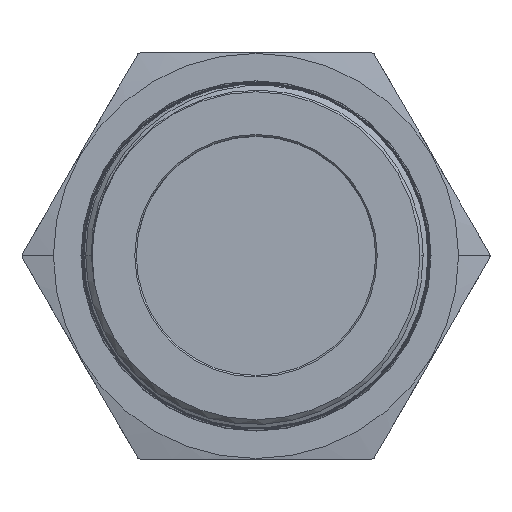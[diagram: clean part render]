
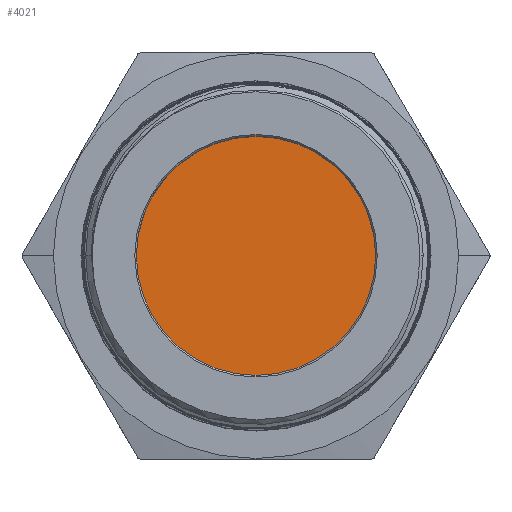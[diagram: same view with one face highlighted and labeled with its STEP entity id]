
A CAD part, top view. The second image highlights one B-rep face of the part: STEP entity #4021.
In plain terms, the highlighted planar face has unit normal (0, 0, 1).
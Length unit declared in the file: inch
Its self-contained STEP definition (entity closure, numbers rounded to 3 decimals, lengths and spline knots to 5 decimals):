
#2125 = AXIS2_PLACEMENT_3D ( 'NONE', #4586, #4590, #4591 ) ;
#2175 = AXIS2_PLACEMENT_3D ( 'NONE', #6802, #6803, #6804 ) ;
#2177 = AXIS2_PLACEMENT_3D ( 'NONE', #6810, #6811, #6812 ) ;
#2241 = EDGE_LOOP ( 'NONE', ( #8105, #8106 ) ) ;
#2283 = VERTEX_POINT ( 'NONE', #7832 ) ;
#2286 = VERTEX_POINT ( 'NONE', #7830 ) ;
#4021 = ADVANCED_FACE ( 'NONE', ( #7949 ), #4588, .T. ) ;
#4586 = CARTESIAN_POINT ( 'NONE',  ( 0., 0., 0.034 ) ) ;
#4588 = PLANE ( 'NONE',  #2125 ) ;
#4590 = DIRECTION ( 'NONE',  ( 0., 0., 1. ) ) ;
#4591 = DIRECTION ( 'NONE',  ( 1., 0., 0. ) ) ;
#4821 = CIRCLE ( 'NONE', #2177, 1.545 ) ;
#4822 = CIRCLE ( 'NONE', #2175, 1.545 ) ;
#6802 = CARTESIAN_POINT ( 'NONE',  ( 0., 0., 0.034 ) ) ;
#6803 = DIRECTION ( 'NONE',  ( 0., 0., 1. ) ) ;
#6804 = DIRECTION ( 'NONE',  ( 1., 0., 0. ) ) ;
#6810 = CARTESIAN_POINT ( 'NONE',  ( 0., 0., 0.034 ) ) ;
#6811 = DIRECTION ( 'NONE',  ( 0., 0., 1. ) ) ;
#6812 = DIRECTION ( 'NONE',  ( 1., 0., 0. ) ) ;
#7665 = EDGE_CURVE ( 'NONE', #2283, #2286, #4822, .T. ) ;
#7668 = EDGE_CURVE ( 'NONE', #2286, #2283, #4821, .T. ) ;
#7830 = CARTESIAN_POINT ( 'NONE',  ( -1.545, 0., 0.034 ) ) ;
#7832 = CARTESIAN_POINT ( 'NONE',  ( 1.545, 0., 0.034 ) ) ;
#7949 = FACE_OUTER_BOUND ( 'NONE', #2241, .T. ) ;
#8105 = ORIENTED_EDGE ( 'NONE', *, *, #7668, .T. ) ;
#8106 = ORIENTED_EDGE ( 'NONE', *, *, #7665, .T. ) ;
